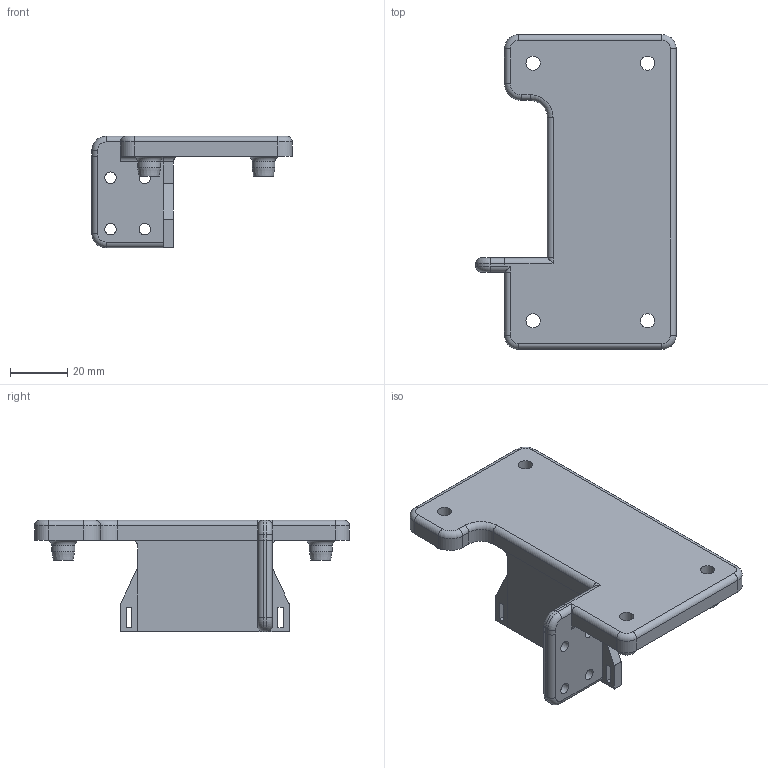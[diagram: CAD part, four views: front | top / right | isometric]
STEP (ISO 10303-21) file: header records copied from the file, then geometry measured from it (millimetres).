
FILE_DESCRIPTION(('FreeCAD Model'),'2;1');
FILE_NAME('Open CASCADE Shape Model','2024-01-07T11:06:25',('Author'),( ''),'Open CASCADE STEP processor 7.6','FreeCAD','Unknown');
FILE_SCHEMA(('AUTOMOTIVE_DESIGN { 1 0 10303 214 1 1 1 1 }'));
Length unit declared in the file: millimetre
Products named in the file (1): Body
Bounding box: 70 x 110 x 39 mm (x, y, z)
Volume: 50131.2 mm3; surface area: 20492.3 mm2
Topology: 1 solids, 1 shells, 109 faces, 264 edges, 161 vertices
Faces by surface type: cylinder 46, plane 45, torus 14, cone 4
Full cylindrical faces by diameter (mm): 4 x4, 5 x8, 8 x4
Entity records: 6762 total; most frequent: CARTESIAN_POINT 1258, DIRECTION 1081, LINE 640, VECTOR 640, ORIENTED_EDGE 528, PCURVE 528, DEFINITIONAL_REPRESENTATION 528, EDGE_CURVE 264
